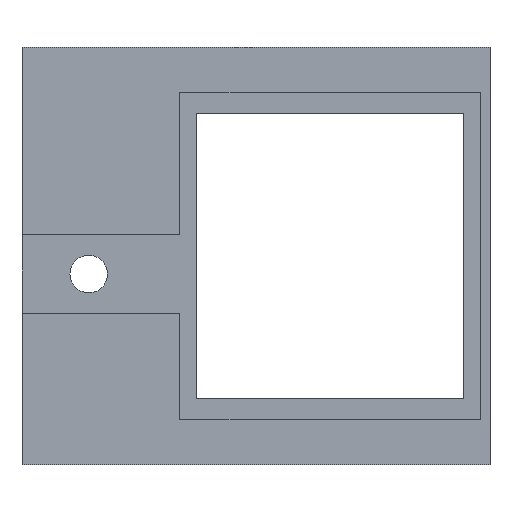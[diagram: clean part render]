
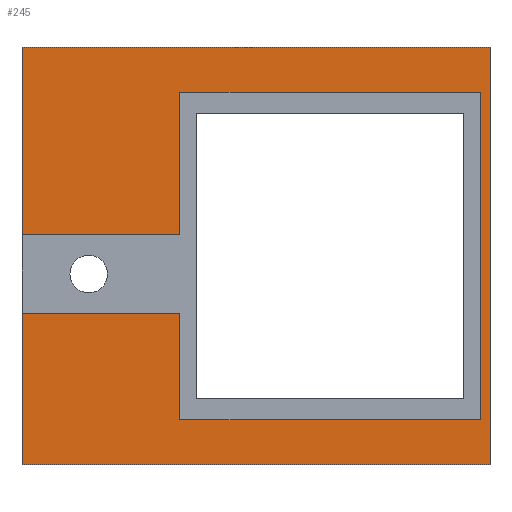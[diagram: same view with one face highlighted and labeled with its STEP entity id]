
A CAD part, front view. The second image highlights one B-rep face of the part: STEP entity #245.
In plain terms, the highlighted planar face has unit normal (0, -1, 0).
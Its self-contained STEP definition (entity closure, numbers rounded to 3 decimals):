
#177=AXIS2_PLACEMENT_3D('Plane Axis2P3D',#174,#175,#176) ;
#41=CARTESIAN_POINT('Vertex',(-40.,172.,16.5)) ;
#46=CARTESIAN_POINT('Line Origine',(-61.,172.,16.5)) ;
#50=CARTESIAN_POINT('Vertex',(-82.,172.,16.5)) ;
#81=CARTESIAN_POINT('Vertex',(-82.,172.,-4.5)) ;
#86=CARTESIAN_POINT('Line Origine',(-61.,172.,-4.5)) ;
#90=CARTESIAN_POINT('Vertex',(-40.,172.,-4.5)) ;
#121=CARTESIAN_POINT('Vertex',(-40.,172.,-32.7)) ;
#126=CARTESIAN_POINT('Line Origine',(0.,172.,-32.7)) ;
#130=CARTESIAN_POINT('Vertex',(40.,172.,-32.7)) ;
#157=CARTESIAN_POINT('Line Origine',(-40.,172.,-18.6)) ;
#174=CARTESIAN_POINT('Axis2P3D Location',(0.,172.,66.3)) ;
#179=CARTESIAN_POINT('Line Origine',(-82.,172.,-24.6)) ;
#183=CARTESIAN_POINT('Vertex',(-82.,172.,-44.7)) ;
#186=CARTESIAN_POINT('Line Origine',(-19.75,172.,-44.7)) ;
#190=CARTESIAN_POINT('Vertex',(42.5,172.,-44.7)) ;
#193=CARTESIAN_POINT('Line Origine',(42.5,172.,10.8)) ;
#197=CARTESIAN_POINT('Vertex',(42.5,172.,66.3)) ;
#200=CARTESIAN_POINT('Line Origine',(-19.75,172.,66.3)) ;
#204=CARTESIAN_POINT('Vertex',(-82.,172.,66.3)) ;
#207=CARTESIAN_POINT('Line Origine',(-82.,172.,41.4)) ;
#212=CARTESIAN_POINT('Line Origine',(-40.,172.,35.4)) ;
#216=CARTESIAN_POINT('Vertex',(-40.,172.,54.3)) ;
#219=CARTESIAN_POINT('Line Origine',(0.,172.,54.3)) ;
#223=CARTESIAN_POINT('Vertex',(40.,172.,54.3)) ;
#226=CARTESIAN_POINT('Line Origine',(40.,172.,10.8)) ;
#47=DIRECTION('Vector Direction',(1.,0.,0.)) ;
#87=DIRECTION('Vector Direction',(-1.,0.,0.)) ;
#127=DIRECTION('Vector Direction',(1.,0.,0.)) ;
#158=DIRECTION('Vector Direction',(0.,0.,-1.)) ;
#175=DIRECTION('Axis2P3D Direction',(0.,-1.,0.)) ;
#176=DIRECTION('Axis2P3D XDirection',(0.,0.,-1.)) ;
#180=DIRECTION('Vector Direction',(0.,0.,1.)) ;
#187=DIRECTION('Vector Direction',(1.,0.,0.)) ;
#194=DIRECTION('Vector Direction',(0.,0.,1.)) ;
#201=DIRECTION('Vector Direction',(1.,0.,0.)) ;
#208=DIRECTION('Vector Direction',(0.,0.,1.)) ;
#213=DIRECTION('Vector Direction',(0.,0.,-1.)) ;
#220=DIRECTION('Vector Direction',(1.,0.,0.)) ;
#227=DIRECTION('Vector Direction',(0.,0.,-1.)) ;
#48=VECTOR('Line Direction',#47,1.) ;
#88=VECTOR('Line Direction',#87,1.) ;
#128=VECTOR('Line Direction',#127,1.) ;
#159=VECTOR('Line Direction',#158,1.) ;
#181=VECTOR('Line Direction',#180,1.) ;
#188=VECTOR('Line Direction',#187,1.) ;
#195=VECTOR('Line Direction',#194,1.) ;
#202=VECTOR('Line Direction',#201,1.) ;
#209=VECTOR('Line Direction',#208,1.) ;
#214=VECTOR('Line Direction',#213,1.) ;
#221=VECTOR('Line Direction',#220,1.) ;
#228=VECTOR('Line Direction',#227,1.) ;
#232=ORIENTED_EDGE('',*,*,#185,.F.) ;
#233=ORIENTED_EDGE('',*,*,#192,.T.) ;
#234=ORIENTED_EDGE('',*,*,#199,.F.) ;
#235=ORIENTED_EDGE('',*,*,#206,.F.) ;
#236=ORIENTED_EDGE('',*,*,#211,.F.) ;
#237=ORIENTED_EDGE('',*,*,#52,.F.) ;
#238=ORIENTED_EDGE('',*,*,#218,.F.) ;
#239=ORIENTED_EDGE('',*,*,#225,.T.) ;
#240=ORIENTED_EDGE('',*,*,#230,.T.) ;
#241=ORIENTED_EDGE('',*,*,#132,.F.) ;
#242=ORIENTED_EDGE('',*,*,#161,.F.) ;
#243=ORIENTED_EDGE('',*,*,#92,.F.) ;
#245=ADVANCED_FACE('Mostrina',(#244),#178,.T.) ;
#52=EDGE_CURVE('',#42,#51,#49,.F.) ;
#92=EDGE_CURVE('',#82,#91,#89,.F.) ;
#132=EDGE_CURVE('',#122,#131,#129,.T.) ;
#161=EDGE_CURVE('',#91,#122,#160,.T.) ;
#185=EDGE_CURVE('',#184,#82,#182,.T.) ;
#192=EDGE_CURVE('',#184,#191,#189,.T.) ;
#199=EDGE_CURVE('',#198,#191,#196,.F.) ;
#206=EDGE_CURVE('',#205,#198,#203,.T.) ;
#211=EDGE_CURVE('',#51,#205,#210,.T.) ;
#218=EDGE_CURVE('',#217,#42,#215,.T.) ;
#225=EDGE_CURVE('',#217,#224,#222,.T.) ;
#230=EDGE_CURVE('',#224,#131,#229,.T.) ;
#231=EDGE_LOOP('',(#232,#233,#234,#235,#236,#237,#238,#239,#240,#241,#242,#243)) ;
#244=FACE_OUTER_BOUND('',#231,.T.) ;
#49=LINE('Line',#46,#48) ;
#89=LINE('Line',#86,#88) ;
#129=LINE('Line',#126,#128) ;
#160=LINE('Line',#157,#159) ;
#182=LINE('Line',#179,#181) ;
#189=LINE('Line',#186,#188) ;
#196=LINE('Line',#193,#195) ;
#203=LINE('Line',#200,#202) ;
#210=LINE('Line',#207,#209) ;
#215=LINE('Line',#212,#214) ;
#222=LINE('Line',#219,#221) ;
#229=LINE('Line',#226,#228) ;
#178=PLANE('',#177) ;
#42=VERTEX_POINT('',#41) ;
#51=VERTEX_POINT('',#50) ;
#82=VERTEX_POINT('',#81) ;
#91=VERTEX_POINT('',#90) ;
#122=VERTEX_POINT('',#121) ;
#131=VERTEX_POINT('',#130) ;
#184=VERTEX_POINT('',#183) ;
#191=VERTEX_POINT('',#190) ;
#198=VERTEX_POINT('',#197) ;
#205=VERTEX_POINT('',#204) ;
#217=VERTEX_POINT('',#216) ;
#224=VERTEX_POINT('',#223) ;
